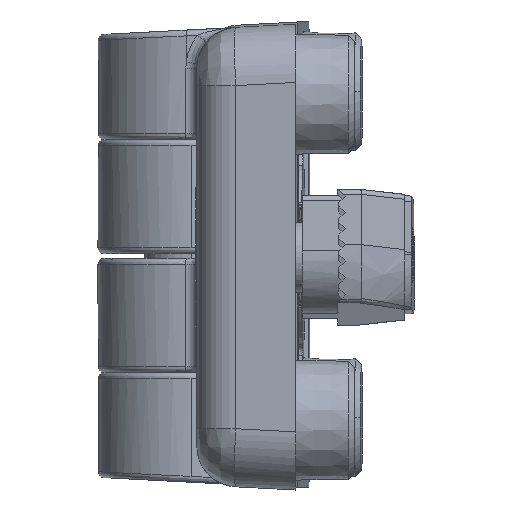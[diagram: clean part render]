
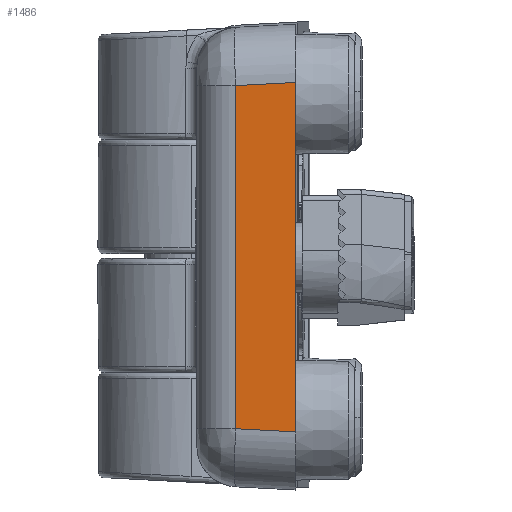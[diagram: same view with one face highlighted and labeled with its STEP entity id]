
A CAD part, left-side view. The second image highlights one B-rep face of the part: STEP entity #1486.
In plain terms, the highlighted planar face has unit normal (-0.999, 0.052, 0).
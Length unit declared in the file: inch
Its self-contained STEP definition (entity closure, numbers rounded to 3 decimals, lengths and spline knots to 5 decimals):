
#1486 = ADVANCED_FACE ( 'NONE', ( #38775 ), #26768, .T. ) ;
#2042 = VECTOR ( 'NONE', #24374, 39.37008 ) ;
#2176 = LINE ( 'NONE', #9817, #18642 ) ;
#2515 = ORIENTED_EDGE ( 'NONE', *, *, #6022, .T. ) ;
#2861 = CARTESIAN_POINT ( 'NONE',  ( -1.61498, -0.11654, -0.7872 ) ) ;
#3200 = EDGE_CURVE ( 'NONE', #25999, #3510, #18502, .T. ) ;
#3510 = VERTEX_POINT ( 'NONE', #23282 ) ;
#6022 = EDGE_CURVE ( 'NONE', #22482, #38509, #26696, .T. ) ;
#8393 = LINE ( 'NONE', #2861, #32003 ) ;
#8696 = AXIS2_PLACEMENT_3D ( 'NONE', #15052, #36568, #18185 ) ;
#9029 = CARTESIAN_POINT ( 'NONE',  ( -1.62568, -0.3206, -0.59062 ) ) ;
#9817 = CARTESIAN_POINT ( 'NONE',  ( -1.62568, -0.3206, -0.7872 ) ) ;
#11320 = EDGE_LOOP ( 'NONE', ( #15610, #33007, #2515, #35279 ) ) ;
#12196 = DIRECTION ( 'NONE',  ( 0., 0., 1. ) ) ;
#15052 = CARTESIAN_POINT ( 'NONE',  ( -1.62568, -0.3206, -0.7872 ) ) ;
#15610 = ORIENTED_EDGE ( 'NONE', *, *, #3200, .F. ) ;
#18185 = DIRECTION ( 'NONE',  ( -0.052, -0.999, 0. ) ) ;
#18330 = DIRECTION ( 'NONE',  ( 0.052, 0.997, -0.052 ) ) ;
#18502 = LINE ( 'NONE', #39675, #2042 ) ;
#18558 = VECTOR ( 'NONE', #18330, 39.37008 ) ;
#18642 = VECTOR ( 'NONE', #31326, 39.37008 ) ;
#22482 = VERTEX_POINT ( 'NONE', #22808 ) ;
#22808 = CARTESIAN_POINT ( 'NONE',  ( -1.62568, -0.3206, 0.59102 ) ) ;
#23282 = CARTESIAN_POINT ( 'NONE',  ( -1.61498, -0.11654, -0.57993 ) ) ;
#24155 = CARTESIAN_POINT ( 'NONE',  ( -1.61498, -0.11654, 0.58032 ) ) ;
#24374 = DIRECTION ( 'NONE',  ( 0.052, 0.997, 0.052 ) ) ;
#25999 = VERTEX_POINT ( 'NONE', #9029 ) ;
#26696 = LINE ( 'NONE', #36862, #18558 ) ;
#26768 = PLANE ( 'NONE',  #8696 ) ;
#31326 = DIRECTION ( 'NONE',  ( 0., 0., 1. ) ) ;
#32003 = VECTOR ( 'NONE', #12196, 39.37008 ) ;
#33007 = ORIENTED_EDGE ( 'NONE', *, *, #39367, .T. ) ;
#35279 = ORIENTED_EDGE ( 'NONE', *, *, #35533, .F. ) ;
#35533 = EDGE_CURVE ( 'NONE', #3510, #38509, #8393, .T. ) ;
#36568 = DIRECTION ( 'NONE',  ( -0.999, 0.052, 0. ) ) ;
#36862 = CARTESIAN_POINT ( 'NONE',  ( -1.62568, -0.3206, 0.59102 ) ) ;
#38509 = VERTEX_POINT ( 'NONE', #24155 ) ;
#38775 = FACE_OUTER_BOUND ( 'NONE', #11320, .T. ) ;
#39367 = EDGE_CURVE ( 'NONE', #25999, #22482, #2176, .T. ) ;
#39675 = CARTESIAN_POINT ( 'NONE',  ( -1.62213, -0.25292, -0.58708 ) ) ;
